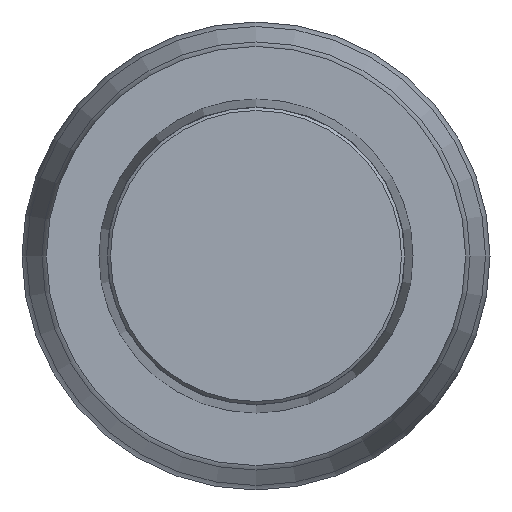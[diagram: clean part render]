
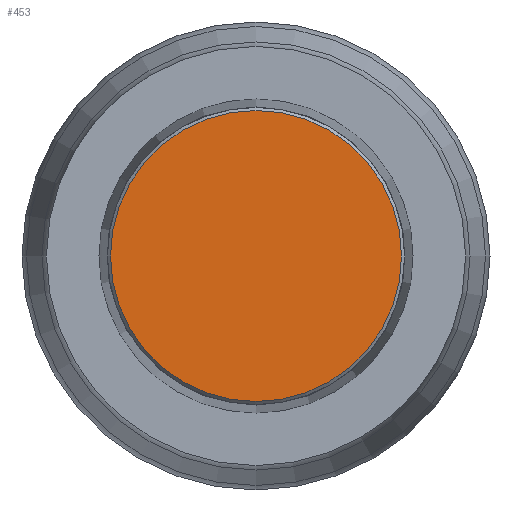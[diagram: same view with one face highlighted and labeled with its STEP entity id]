
A CAD part, left-side view. The second image highlights one B-rep face of the part: STEP entity #453.
In plain terms, the highlighted planar face has unit normal (-1, 0, 0).
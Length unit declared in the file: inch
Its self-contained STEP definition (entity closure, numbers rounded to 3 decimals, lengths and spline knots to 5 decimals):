
#8 = CARTESIAN_POINT ( 'NONE',  ( -0.80104, 0.00048, 0. ) ) ;
#48 = CARTESIAN_POINT ( 'NONE',  ( -0.80104, 0.01448, 0. ) ) ;
#53 = EDGE_CURVE ( 'NONE', #233, #233, #173, .T. ) ;
#133 = PLANE ( 'NONE',  #366 ) ;
#173 = CIRCLE ( 'NONE', #457, 0.0125 ) ;
#233 = VERTEX_POINT ( 'NONE', #376 ) ;
#241 = DIRECTION ( 'NONE',  ( 0., 0., -1. ) ) ;
#327 = DIRECTION ( 'NONE',  ( 1., 0., 0. ) ) ;
#336 = EDGE_LOOP ( 'NONE', ( #380 ) ) ;
#366 = AXIS2_PLACEMENT_3D ( 'NONE', #48, #501, #413 ) ;
#376 = CARTESIAN_POINT ( 'NONE',  ( -0.80104, 0.00048, -0.0125 ) ) ;
#380 = ORIENTED_EDGE ( 'NONE', *, *, #53, .F. ) ;
#413 = DIRECTION ( 'NONE',  ( 0., 0., 1. ) ) ;
#453 = ADVANCED_FACE ( 'NONE', ( #539 ), #133, .T. ) ;
#457 = AXIS2_PLACEMENT_3D ( 'NONE', #8, #327, #241 ) ;
#501 = DIRECTION ( 'NONE',  ( -1., 0., 0. ) ) ;
#539 = FACE_OUTER_BOUND ( 'NONE', #336, .T. ) ;
